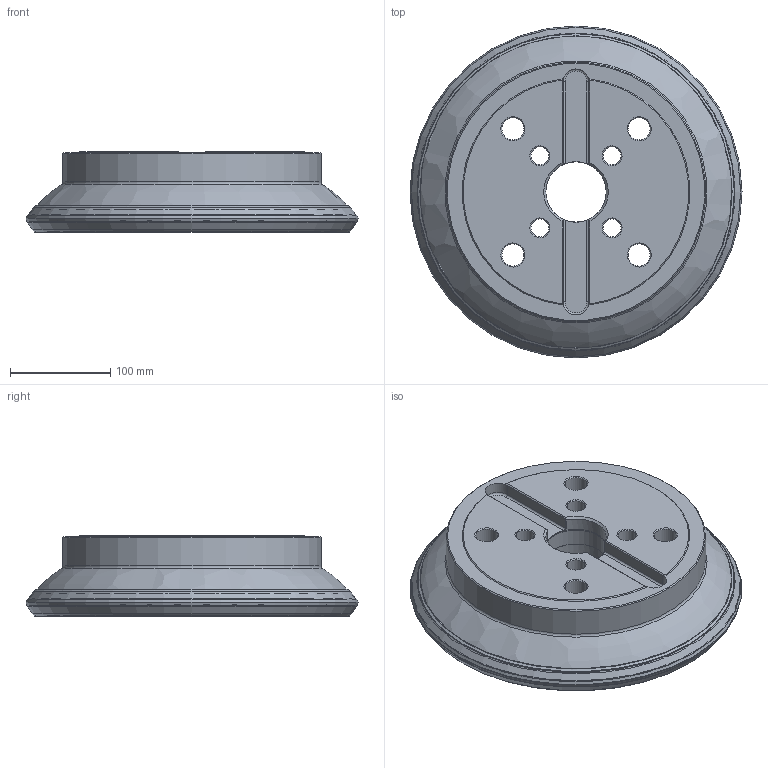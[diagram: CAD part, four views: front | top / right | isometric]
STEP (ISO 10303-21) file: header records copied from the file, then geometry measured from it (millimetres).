
FILE_DESCRIPTION(/* description */ (''),/* implementation_level */ '2;1');
FILE_NAME(/* name */ '315C14R_S57PN13_115009583ndi000_00_SIM.stp',/* time_stamp */ '2019-12-10T06:52:12+01:00',/* author */ (''),/* organization */ (''),/* preprocessor_version */ 'ST-DEVELOPER v16.7',/* originating_system */ 'SIEMENS PLM Software NX 12.0',/* authorisation */ '');
FILE_SCHEMA (('AUTOMOTIVE_DESIGN { 1 0 10303 214 3 1 1 1 }'));
Length unit declared in the file: millimetre
Products named in the file (1): pp072E2884F6a6m1
Bounding box: 330.78 x 330.78 x 80 mm (x, y, z)
Volume: 4208719.6 mm3; surface area: 337891.4 mm2
Topology: 2 solids, 2 shells, 166 faces, 385 edges, 228 vertices
Faces by surface type: revolution 68, cone 32, cylinder 31, plane 25, torus 9, bspline 1
Full cylindrical faces by diameter (mm): 18 x4, 22 x4, 26 x4, 34 x4, 60.025 x1, 60.2 x1, 62 x1, 258.3 x1, 326.129 x1
Entity records: 4410 total; most frequent: CARTESIAN_POINT 1186, DIRECTION 648, ORIENTED_EDGE 472, EDGE_LOOP 308, FACE_BOUND 274, AXIS2_PLACEMENT_3D 274, EDGE_CURVE 236, VERTEX_POINT 196
